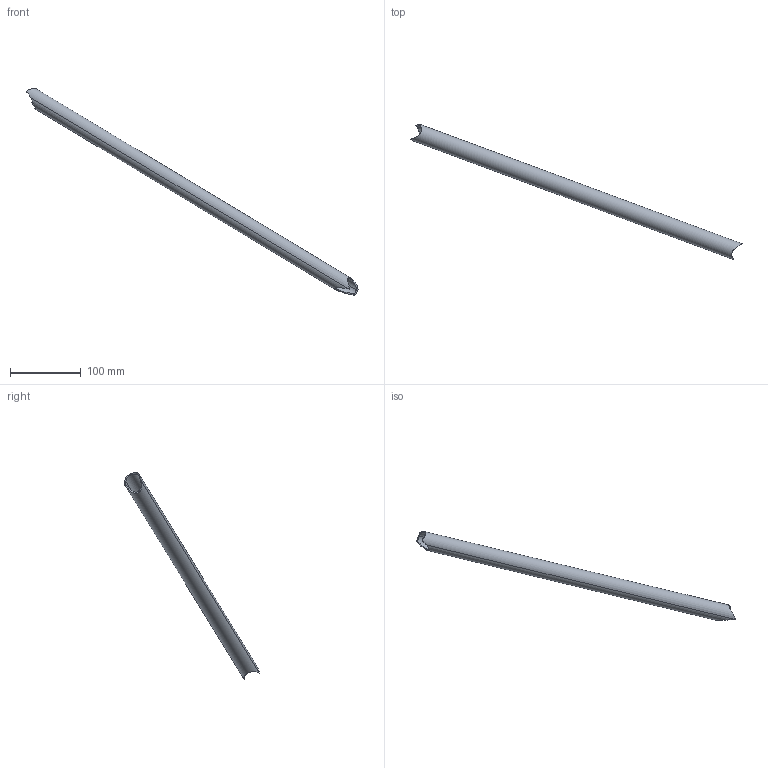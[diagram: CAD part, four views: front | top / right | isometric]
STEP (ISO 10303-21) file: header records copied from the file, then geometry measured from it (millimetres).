
FILE_DESCRIPTION(('CATIA V5 STEP Exchange'),'2;1');
FILE_NAME('57.stp','2022-02-16T09:53:11+00:00',('none'),('none'),'CATIA Version 5 Release 19 SP 2 (IN-10)','CATIA V5 STEP AP203','none');
FILE_SCHEMA(('CONFIG_CONTROL_DESIGN'));
Length unit declared in the file: millimetre
Products named in the file (1): Shape_083
Bounding box: 468.88 x 190.36 x 291.86 mm (x, y, z)
Volume: 59972.7 mm3; surface area: 80376.1 mm2
Topology: 1 solids, 1 shells, 14 faces, 42 edges, 28 vertices
Faces by surface type: cylinder 13, plane 1
Entity records: 742 total; most frequent: CARTESIAN_POINT 395, ORIENTED_EDGE 84, EDGE_CURVE 42, B_SPLINE_CURVE_WITH_KNOTS 32, DIRECTION 30, VERTEX_POINT 28, ADVANCED_FACE 14, EDGE_LOOP 14
